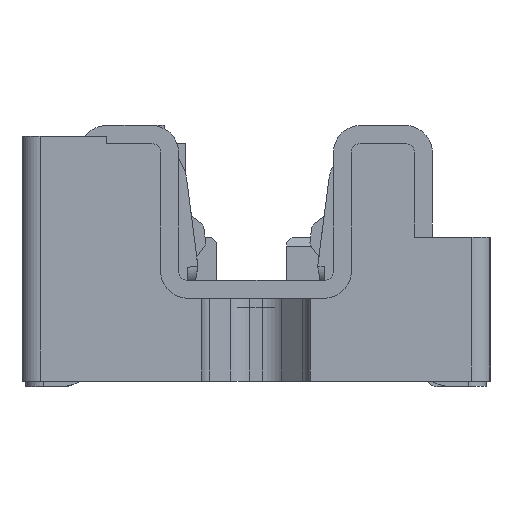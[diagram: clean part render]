
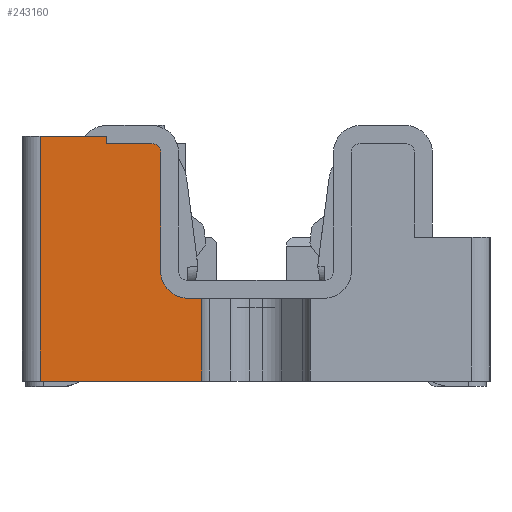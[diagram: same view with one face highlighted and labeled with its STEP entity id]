
A CAD part, left-side view. The second image highlights one B-rep face of the part: STEP entity #243160.
In plain terms, the highlighted planar face has unit normal (-1, 0, 0).
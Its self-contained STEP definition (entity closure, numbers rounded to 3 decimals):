
#198160=CARTESIAN_POINT('',(-8.45,1.2,
0.03));
#198170=VERTEX_POINT('',#198160);
#198200=CARTESIAN_POINT('',(-8.45,-0.21,
0.03));
#198210=DIRECTION('',(0.,-1.,0.));
#198220=VECTOR('',#198210,1.);
#198230=LINE('',#198200,#198220);
#198240=CARTESIAN_POINT('',(-8.45,0.3,
0.03));
#198250=VERTEX_POINT('',#198240);
#198260=EDGE_CURVE('',#198170,#198250,#198230,.T.);
#218280=CARTESIAN_POINT('',(-8.45,1.2,1.39));
#218290=VERTEX_POINT('',#218280);
#218520=CARTESIAN_POINT('',(-8.45,0.83,1.39));
#218530=VERTEX_POINT('',#218520);
#218560=CARTESIAN_POINT('',(-8.45,1.03,1.39));
#218570=DIRECTION('',(0.,1.,0.));
#218580=VECTOR('',#218570,1.);
#218590=LINE('',#218560,#218580);
#218600=EDGE_CURVE('',#218530,#218290,#218590,.T.);
#230100=CARTESIAN_POINT('',(-8.45,0.83,1.35));
#230110=VERTEX_POINT('',#230100);
#230140=CARTESIAN_POINT('',(-8.45,0.83,1.39));
#230150=DIRECTION('',(-0.,0.,-1.));
#230160=VECTOR('',#230150,1.);
#230170=LINE('',#230140,#230160);
#230180=EDGE_CURVE('',#218530,#230110,#230170,.T.);
#230410=CARTESIAN_POINT('',(-8.45,0.58,1.35));
#230420=VERTEX_POINT('',#230410);
#230450=CARTESIAN_POINT('',(-8.45,0.14,1.35));
#230460=DIRECTION('',(0.,1.,0.));
#230470=VECTOR('',#230460,1.);
#230480=LINE('',#230450,#230470);
#230490=EDGE_CURVE('',#230420,#230110,#230480,.T.);
#230730=CARTESIAN_POINT('',(-8.45,0.53,1.3));
#230740=VERTEX_POINT('',#230730);
#230770=CARTESIAN_POINT('',(-8.45,0.58,1.3));
#230780=DIRECTION('',(1.,0.,0.));
#230790=DIRECTION('',(0.,1.,0.));
#230800=AXIS2_PLACEMENT_3D('',#230770,#230780,#230790);
#230810=CIRCLE('',#230800,0.05);
#230820=EDGE_CURVE('',#230420,#230740,#230810,.T.);
#231050=CARTESIAN_POINT('',(-8.45,0.53,
0.64));
#231060=VERTEX_POINT('',#231050);
#231090=CARTESIAN_POINT('',(-8.45,0.53,
0.29));
#231100=DIRECTION('',(0.,0.,1.));
#231110=VECTOR('',#231100,1.);
#231120=LINE('',#231090,#231110);
#231130=EDGE_CURVE('',#231060,#230740,#231120,.T.);
#231370=CARTESIAN_POINT('',(-8.45,0.38,
0.49));
#231380=VERTEX_POINT('',#231370);
#231410=CARTESIAN_POINT('',(-8.45,0.38,
0.64));
#231420=DIRECTION('',(-1.,0.,0.));
#231430=DIRECTION('',(0.,-1.,0.));
#231440=AXIS2_PLACEMENT_3D('',#231410,#231420,#231430);
#231450=CIRCLE('',#231440,0.15);
#231460=EDGE_CURVE('',#231060,#231380,#231450,.T.);
#242820=CARTESIAN_POINT('',(-8.45,0.89,
0.71));
#242830=DIRECTION('',(-1.,0.,0.));
#242840=DIRECTION('',(0.,-1.,0.));
#242850=AXIS2_PLACEMENT_3D('',#242820,#242830,#242840);
#242860=PLANE('',#242850);
#242870=CARTESIAN_POINT('',(-8.45,1.2,1.39))
;
#242880=DIRECTION('',(0.,0.,-1.));
#242890=VECTOR('',#242880,1.);
#242900=LINE('',#242870,#242890);
#242910=EDGE_CURVE('',#218290,#198170,#242900,.T.);
#242920=ORIENTED_EDGE('',*,*,#242910,.T.);
#242930=ORIENTED_EDGE('',*,*,#218600,.T.);
#242940=ORIENTED_EDGE('',*,*,#230180,.F.);
#242950=ORIENTED_EDGE('',*,*,#230490,.T.);
#242960=ORIENTED_EDGE('',*,*,#230820,.F.);
#242970=ORIENTED_EDGE('',*,*,#231130,.T.);
#242980=ORIENTED_EDGE('',*,*,#231460,.F.);
#242990=CARTESIAN_POINT('',(-8.45,-0.21,
0.49));
#243000=DIRECTION('',(0.,-1.,0.));
#243010=VECTOR('',#243000,1.);
#243020=LINE('',#242990,#243010);
#243030=CARTESIAN_POINT('',(-8.45,0.3,
0.49));
#243040=VERTEX_POINT('',#243030);
#243050=EDGE_CURVE('',#231380,#243040,#243020,.T.);
#243060=ORIENTED_EDGE('',*,*,#243050,.F.);
#243070=CARTESIAN_POINT('',(-8.45,0.3,
0.326));
#243080=DIRECTION('',(0.,0.,1.));
#243090=VECTOR('',#243080,1.);
#243100=LINE('',#243070,#243090);
#243110=EDGE_CURVE('',#198250,#243040,#243100,.T.);
#243120=ORIENTED_EDGE('',*,*,#243110,.T.);
#243130=ORIENTED_EDGE('',*,*,#198260,.T.);
#243140=EDGE_LOOP('',(#243130,#243120,#243060,#242980,#242970,#242960,
#242950,#242940,#242930,#242920));
#243150=FACE_OUTER_BOUND('',#243140,.T.);
#243160=ADVANCED_FACE('',(#243150),#242860,.T.);
